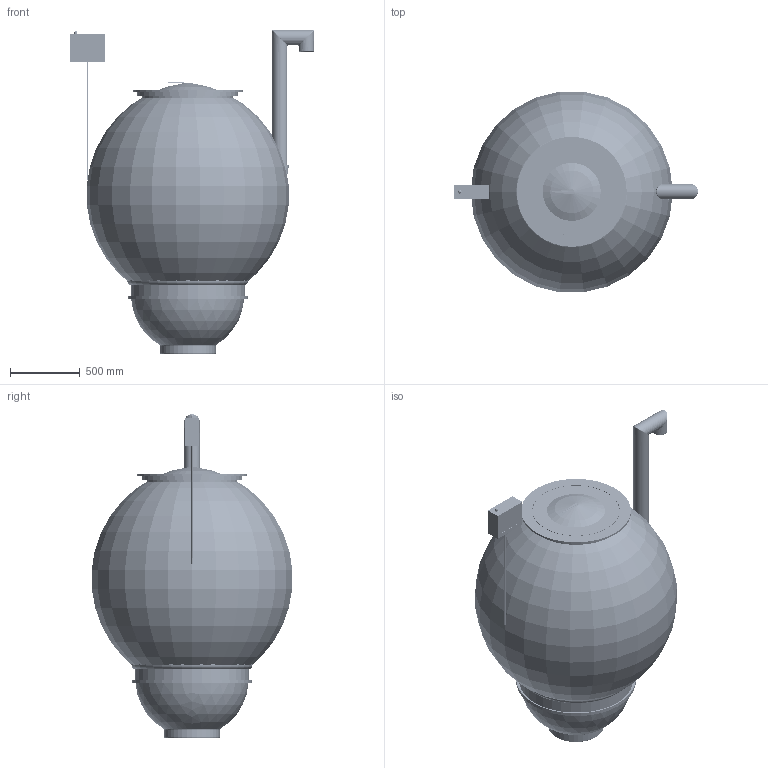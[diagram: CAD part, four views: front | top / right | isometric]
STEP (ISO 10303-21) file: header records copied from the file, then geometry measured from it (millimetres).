
FILE_DESCRIPTION(/* description */ ('Unknown'),/* implementation_level */ '2;1');
FILE_NAME(/* name */ 'EC 1.klassi õlieraldaja NS1.5-3',/* time_stamp */ '2023-04-13T13:40:38+03:00',/* author */ ('Unknown'),/* organization */ ('Unknown'),/* preprocessor_version */ 'ST-DEVELOPER v18.1',/* originating_system */ 'Solid Edge',/* authorisation */ 'Unknown');
FILE_SCHEMA (('AUTOMOTIVE_DESIGN {1 0 10303 214 3 1 1}'));
Length unit declared in the file: millimetre
Products named in the file (45): EC eraldaja NS1.5-3 Siimu kestas; 2701.000 D800 palli põhjaga D800 1m Siim; 2661.000 Pall D800_var4 lõigatud pooleks; D800_1m Siim_oa_0; RoundTubing 40x3.7_oa_1; RoundTubing 40x3.7_oa_2; Läbiviigutihend DN100; Ujuk_oa_3; 2697.001 tihend teeninduskaevule 670_var2; 2693.001_var3_oa_4; RoundTubing 110x3.4_oa_5; 2703.001; Ujuk_oa_6; RoundTubing 110x6.6_oa_7; Polv 110-45 PVC; PVC_polv_110_yksmuhv; RoundTubing 25x2.3_oa_8; 2730 põlv D200 rotost ja ujuk D220 koos filtiosaga_var3_oa_9; 2730.000 P鯷v D200 eraldajatele rotost_oa_10; juhtvarraste ylemine tugi_var3; Mutter_M8_a2; Juhtvarras_var3; Seib M8 a2; Polt_M8x30_A2; NS6 juhik varrastega_var3; PE plaat polve peale_var3; liivamaht NS1.5-3; Filtri ja klapi osa_EC NS10; vork ASIS304_D220 klapi ymber_var3; 2729.000 D220 ujuk rotost; RoundTubing 21.3x1.5_oa_11; filtermaterjal olikale NS6 estris_var3; olimaht NS1.5-3; PE_vent_malm_EC NS1.5-3; PVC_polv_110; Rotoventiots; RoundTubing 110x6.6_oa_12; elektrikarp loikefotole; SisendPE_uus; PE_sisendtoru_110 ...
Assembly tree (75 placements, depth 4):
  EC eraldaja NS1.5-3 Siimu kestas
    2701.000 D800 palli põhjaga D800 1m Siim
      2661.000 Pall D800_var4 lõigatud pooleks
      D800_1m Siim_oa_0
    RoundTubing 40x3.7_oa_1
    RoundTubing 40x3.7_oa_2
    Läbiviigutihend DN100  x2
    Ujuk_oa_3
    2697.001 tihend teeninduskaevule 670_var2
    2693.001_var3_oa_4
    RoundTubing 110x3.4_oa_5
    2703.001
    Ujuk_oa_6
    RoundTubing 110x6.6_oa_7
    Polv 110-45 PVC
    PVC_polv_110_yksmuhv
    RoundTubing 25x2.3_oa_8
    2730 põlv D200 rotost ja ujuk D220 koos filtiosaga_var3_oa_9
      2730.000 P鯷v D200 eraldajatele rotost_oa_10
      juhtvarraste ylemine tugi_var3
      Mutter_M8_a2  x12
      Juhtvarras_var3  x4
      Seib M8 a2  x12
      Polt_M8x30_A2  x4
      NS6 juhik varrastega_var3
        PE plaat polve peale_var3
    liivamaht NS1.5-3
    Filtri ja klapi osa_EC NS10
      vork ASIS304_D220 klapi ymber_var3
      2729.000 D220 ujuk rotost
      RoundTubing 21.3x1.5_oa_11
      filtermaterjal olikale NS6 estris_var3
    olimaht NS1.5-3
    PE_vent_malm_EC NS1.5-3
      PVC_polv_110
      Rotoventiots
      RoundTubing 110x6.6_oa_12
    elektrikarp loikefotole
    PVC_polv_110
    SisendPE_uus  x2
      PE_sisendtoru_110
    RoundTubing 50x4.6_oa_13
    Ujuk_oa_14
    Malmluuk_D600_(Ginmika)
      Malmluugi_korpus_D600_(Ginmika)
      Malmluugi_kaan_D600_(Ginmika)
Bounding box: 1751 x 1441.1 x 2325.06 mm (x, y, z)
Volume: 2004584490.4 mm3; surface area: 35362674.7 mm2
Topology: 68 solids, 488 shells, 2535 faces, 4464 edges, 2926 vertices
Faces by surface type: cylinder 1097, bspline 947, plane 357, torus 96, cone 31, sphere 7
Full cylindrical faces by diameter (mm): 6 x1, 6.647 x12, 8 x4, 8.4 x12, 8.5 x3, 9 x8, 10 x39, 15 x2, 16 x12, 18.3 x1, 20 x1, 20.4 x1, 21.3 x1, 25 x1, 40.8 x1, 50 x1, 95 x2, 96.8 x4, 100 x7, 103.2 x4, 110 x28, 115 x1, 120 x5, 125 x1, 130 x7, 142 x4, 150 x1, 160 x2, 190 x2, 200 x2
Entity records: 132963 total; most frequent: CARTESIAN_POINT 102358, ORIENTED_EDGE 5392, FACE_BOUND 4588, EDGE_LOOP 4586, EDGE_CURVE 2696, DIRECTION 2504, VERTEX_POINT 2500, B_SPLINE_CURVE_WITH_KNOTS 1932
